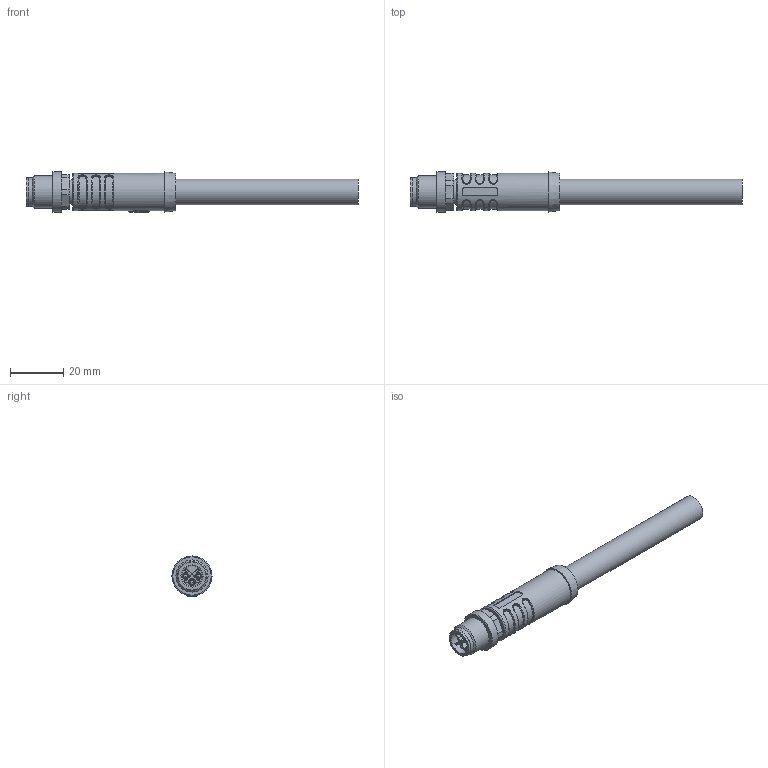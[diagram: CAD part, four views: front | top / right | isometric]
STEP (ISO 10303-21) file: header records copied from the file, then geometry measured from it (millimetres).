
FILE_DESCRIPTION(/* description */ (''),/* implementation_level */ '2;1');
FILE_NAME(/* name */ '5023018-06-04-2016.stp',/* time_stamp */ '2016-04-07T07:49:13+02:00',/* author */ (''),/* organization */ (''),/* preprocessor_version */ 'ST-DEVELOPER v16',/* originating_system */ 'SIEMENS PLM Software NX 10.0',/* authorisation */ '');
FILE_SCHEMA (('AUTOMOTIVE_DESIGN { 1 0 10303 214 3 1 1 1 }'));
Length unit declared in the file: millimetre
Products named in the file (1): t.he0E5C1E7D8yl3
Bounding box: 124.22 x 15 x 15 mm (x, y, z)
Volume: 12682.1 mm3; surface area: 5598.2 mm2
Topology: 1 solids, 1 shells, 217 faces, 499 edges, 303 vertices
Faces by surface type: cylinder 67, plane 62, torus 37, bspline 28, cone 17, sphere 4, extrusion 2
Full cylindrical faces by diameter (mm): 1.5 x3, 2.12 x3, 8.35 x1, 9.3 x1, 9.7 x1, 10.5 x1, 10.8 x1, 12 x1, 14 x1, 15 x1
Entity records: 8090 total; most frequent: CARTESIAN_POINT 3464, DIRECTION 981, ORIENTED_EDGE 904, EDGE_CURVE 452, AXIS2_PLACEMENT_3D 413, VERTEX_POINT 284, EDGE_LOOP 264, ADVANCED_FACE 217
